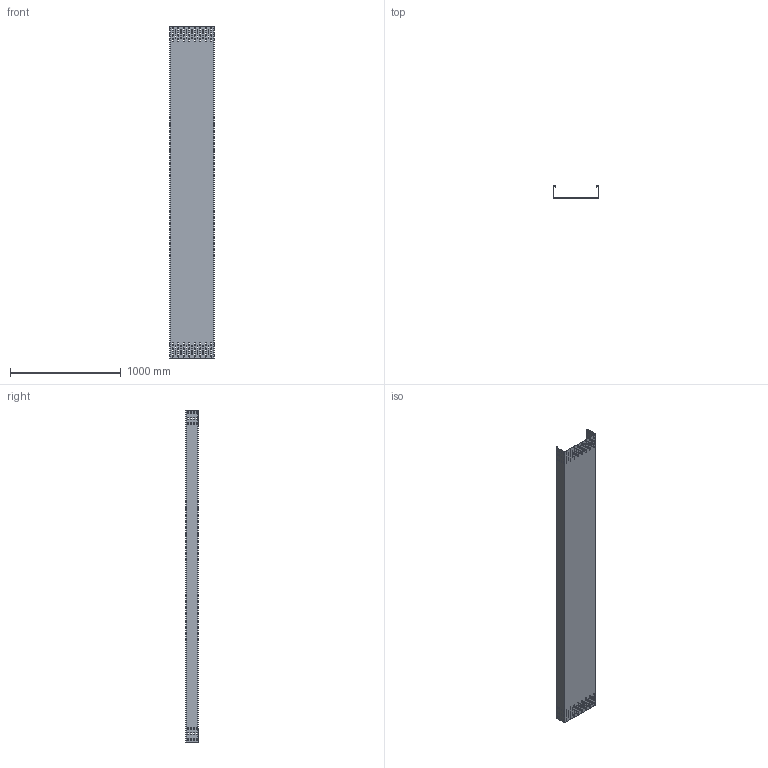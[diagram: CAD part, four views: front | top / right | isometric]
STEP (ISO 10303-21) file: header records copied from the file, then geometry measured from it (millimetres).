
FILE_DESCRIPTION((''),'2;1');
FILE_NAME('6060404','2012-10-26T',('AndreasKeweloh'),(''),'PRO/ENGINEER BY PARAMETRIC TECHNOLOGY CORPORATION, 2012230','PRO/ENGINEER BY PARAMETRIC TECHNOLOGY CORPORATION, 2012230','');
FILE_SCHEMA(('CONFIG_CONTROL_DESIGN'));
Length unit declared in the file: millimetre
Products named in the file (1): 6060404
Bounding box: 400 x 110 x 3000 mm (x, y, z)
Volume: 1912648.4 mm3; surface area: 3840361.8 mm2
Topology: 1 solids, 1 shells, 514 faces, 1536 edges, 1024 vertices
Faces by surface type: plane 258, cylinder 256
Entity records: 17966 total; most frequent: DIRECTION 3076, CARTESIAN_POINT 3074, ORIENTED_EDGE 3072, EDGE_CURVE 1536, AXIS2_PLACEMENT_3D 1026, VECTOR 1024, LINE 1024, VERTEX_POINT 1024
